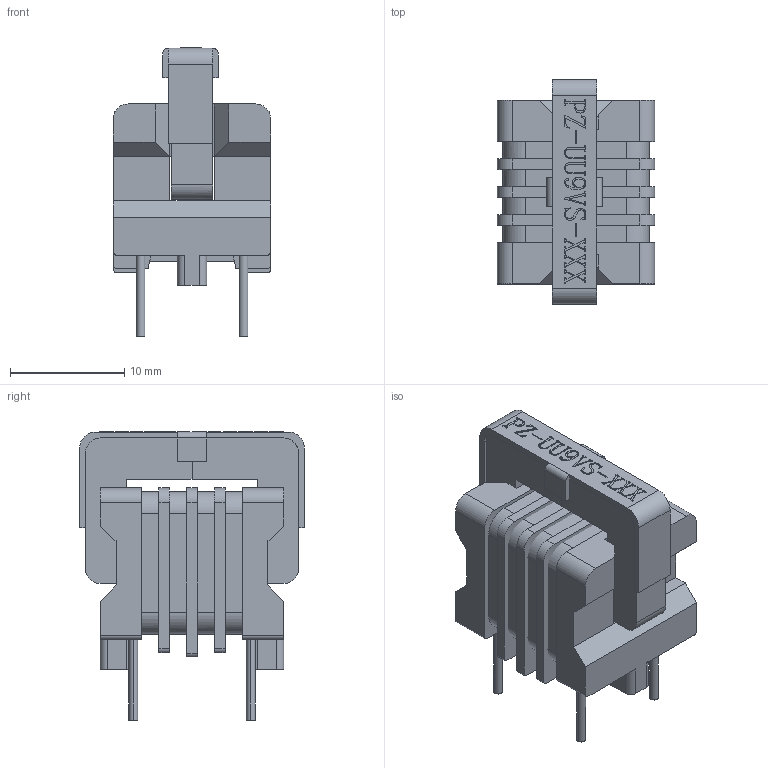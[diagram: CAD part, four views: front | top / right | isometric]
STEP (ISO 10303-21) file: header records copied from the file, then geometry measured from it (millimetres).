
FILE_DESCRIPTION(('FreeCAD Model'),'2;1');
FILE_NAME('Open CASCADE Shape Model','2025-04-29T10:15:51',('FreeCAD'),( 'FreeCAD'),'Open CASCADE STEP processor 7.6','FreeCAD','Unknown');
FILE_SCHEMA(('AUTOMOTIVE_DESIGN { 1 0 10303 214 1 1 1 1 }'));
Length unit declared in the file: millimetre
Products named in the file (1): Open CASCADE STEP translator 7.6 1
Bounding box: 13.78 x 19.7 x 25.27 mm (x, y, z)
Volume: 3331.5 mm3; surface area: 4561.4 mm2
Topology: 19 solids, 19 shells, 502 faces, 1350 edges, 896 vertices
Faces by surface type: bspline 502
Entity records: 18088 total; most frequent: CARTESIAN_POINT 9869, ORIENTED_EDGE 2700, EDGE_CURVE 1350, B_SPLINE_CURVE_WITH_KNOTS 1234, VERTEX_POINT 896, FACE_BOUND 520, EDGE_LOOP 520, ADVANCED_FACE 502
